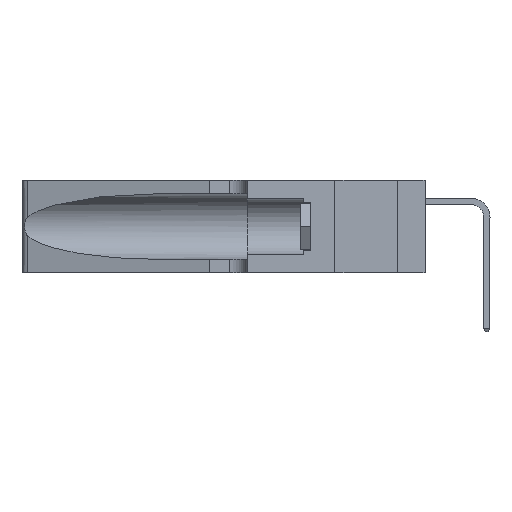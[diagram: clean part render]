
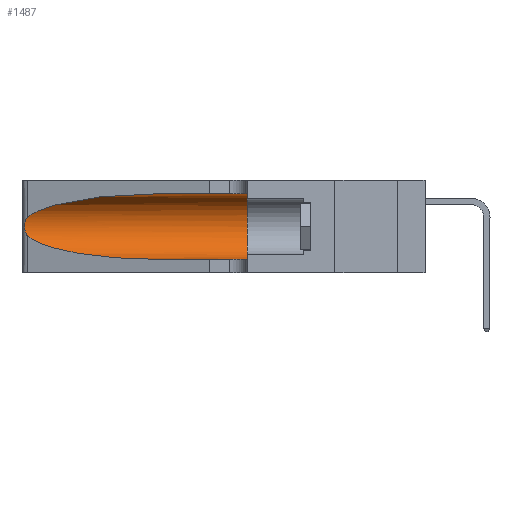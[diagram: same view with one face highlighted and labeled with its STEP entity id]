
A CAD part, left-side view. The second image highlights one B-rep face of the part: STEP entity #1487.
In plain terms, the highlighted cylindrical face has radius 3.308 mm (diameter 6.617 mm), a partial arc.
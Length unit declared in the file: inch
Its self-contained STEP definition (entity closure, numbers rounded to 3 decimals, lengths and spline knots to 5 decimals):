
#248 = CARTESIAN_POINT ( 'NONE',  ( 0.25487, 1.22718, 0.22369 ) ) ;
#1487 = ADVANCED_FACE ( 'NONE', ( #17022 ), #4134, .F. ) ;
#2021 = CARTESIAN_POINT ( 'NONE',  ( 0.25789, 1.23486, 0.15765 ) ) ;
#2046 = DIRECTION ( 'NONE',  ( 0., -1., 0. ) ) ;
#2593 = AXIS2_PLACEMENT_3D ( 'NONE', #17930, #15651, #27059 ) ;
#3818 = EDGE_CURVE ( 'NONE', #25625, #28535, #23897, .T. ) ;
#4129 = ORIENTED_EDGE ( 'NONE', *, *, #28284, .T. ) ;
#4134 = CYLINDRICAL_SURFACE ( 'NONE', #2593, 0.13025 ) ;
#4192 = CARTESIAN_POINT ( 'NONE',  ( 0.25555, 1.22994, 0.2215 ) ) ;
#4283 = CARTESIAN_POINT ( 'NONE',  ( 0.25555, 1.22993, 0.14849 ) ) ;
#5325 = CARTESIAN_POINT ( 'NONE',  ( 0.1305, 1.61858, 0.31525 ) ) ;
#6946 = EDGE_CURVE ( 'NONE', #15039, #15614, #19830, .T. ) ;
#7634 = DIRECTION ( 'NONE',  ( 0., -1., 0. ) ) ;
#7698 = CARTESIAN_POINT ( 'NONE',  ( 0.1305, 0.72297, 0.31525 ) ) ;
#8576 = CARTESIAN_POINT ( 'NONE',  ( 0.18966, 0.96281, 0.05475 ) ) ;
#8806 = CARTESIAN_POINT ( 'NONE',  ( 0.25787, 1.23484, 0.2124 ) ) ;
#9156 = ORIENTED_EDGE ( 'NONE', *, *, #29534, .T. ) ;
#9374 = EDGE_LOOP ( 'NONE', ( #14225, #9156, #4129, #20138, #18110, #13249 ) ) ;
#9868 = VECTOR ( 'NONE', #7634, 39.37008 ) ;
#11000 =( BOUNDED_CURVE ( )  B_SPLINE_CURVE ( 3, ( #17658, #24503, #8576, #24598 ),
 .UNSPECIFIED., .F., .T. ) 
 B_SPLINE_CURVE_WITH_KNOTS ( ( 4, 4 ),
 ( 3.44316, 4.71239 ),
 .UNSPECIFIED. ) 
 CURVE ( )  GEOMETRIC_REPRESENTATION_ITEM ( )  RATIONAL_B_SPLINE_CURVE ( ( 1., 0.87, 0.87, 1. ) ) 
 REPRESENTATION_ITEM ( '' )  );
#11070 = CARTESIAN_POINT ( 'NONE',  ( 0.26018, 1.23835, 0.19895 ) ) ;
#11534 = CARTESIAN_POINT ( 'NONE',  ( 0.1305, 0.35, 0.185 ) ) ;
#11826 = VERTEX_POINT ( 'NONE', #16461 ) ;
#13249 = ORIENTED_EDGE ( 'NONE', *, *, #13408, .F. ) ;
#13395 = CARTESIAN_POINT ( 'NONE',  ( 0.26075, 1.23896, 0.178 ) ) ;
#13408 = EDGE_CURVE ( 'NONE', #25625, #15039, #22807, .T. ) ;
#13841 = DIRECTION ( 'NONE',  ( 0., 0., 1. ) ) ;
#14225 = ORIENTED_EDGE ( 'NONE', *, *, #3818, .T. ) ;
#15039 = VERTEX_POINT ( 'NONE', #27293 ) ;
#15611 = CARTESIAN_POINT ( 'NONE',  ( 0.25487, 1.22718, 0.22369 ) ) ;
#15614 = VERTEX_POINT ( 'NONE', #17922 ) ;
#15639 = CARTESIAN_POINT ( 'NONE',  ( 0.1305, 1.61858, 0.05475 ) ) ;
#15651 = DIRECTION ( 'NONE',  ( 0., -1., 0. ) ) ;
#15713 = CARTESIAN_POINT ( 'NONE',  ( 0.25856, 1.23593, 0.16098 ) ) ;
#16461 = CARTESIAN_POINT ( 'NONE',  ( 0.1305, 0.72297, 0.05475 ) ) ;
#17022 = FACE_OUTER_BOUND ( 'NONE', #9374, .T. ) ;
#17658 = CARTESIAN_POINT ( 'NONE',  ( 0.25487, 1.22718, 0.14631 ) ) ;
#17922 = CARTESIAN_POINT ( 'NONE',  ( 0.1305, 0.35, 0.05475 ) ) ;
#17930 = CARTESIAN_POINT ( 'NONE',  ( 0.1305, 1.61858, 0.185 ) ) ;
#17991 = CARTESIAN_POINT ( 'NONE',  ( 0.25639, 1.23186, 0.15144 ) ) ;
#18110 = ORIENTED_EDGE ( 'NONE', *, *, #6946, .F. ) ;
#19100 = CARTESIAN_POINT ( 'NONE',  ( 0.18966, 0.96281, 0.31525 ) ) ;
#19459 = B_SPLINE_CURVE_WITH_KNOTS ( 'NONE', 3,
 ( #15611, #4192, #22539, #8806, #24843, #11070, #27121, #13395, #29416, #15713, #2021, #17991, #4283, #20330 ),
 .UNSPECIFIED., .F., .F.,
 ( 4, 2, 2, 2, 2, 2, 4 ),
 ( 0., 0.00027, 0.00053, 0.00107, 0.0016, 0.00187, 0.00214 ),
 .UNSPECIFIED. ) ;
#19830 = CIRCLE ( 'NONE', #23692, 0.13025 ) ;
#19922 = VERTEX_POINT ( 'NONE', #20587 ) ;
#20138 = ORIENTED_EDGE ( 'NONE', *, *, #20500, .T. ) ;
#20330 = CARTESIAN_POINT ( 'NONE',  ( 0.25487, 1.22718, 0.14631 ) ) ;
#20500 = EDGE_CURVE ( 'NONE', #11826, #15614, #27537, .T. ) ;
#20587 = CARTESIAN_POINT ( 'NONE',  ( 0.25487, 1.22718, 0.14631 ) ) ;
#21440 = CARTESIAN_POINT ( 'NONE',  ( 0.2373, 1.15595, 0.28018 ) ) ;
#21458 = VECTOR ( 'NONE', #2046, 39.37008 ) ;
#22539 = CARTESIAN_POINT ( 'NONE',  ( 0.25639, 1.23184, 0.21858 ) ) ;
#22807 = LINE ( 'NONE', #5325, #9868 ) ;
#23692 = AXIS2_PLACEMENT_3D ( 'NONE', #11534, #27584, #13841 ) ;
#23730 = CARTESIAN_POINT ( 'NONE',  ( 0.25487, 1.22718, 0.22369 ) ) ;
#23897 =( BOUNDED_CURVE ( )  B_SPLINE_CURVE ( 3, ( #7698, #19100, #21440, #23730 ),
 .UNSPECIFIED., .F., .T. ) 
 B_SPLINE_CURVE_WITH_KNOTS ( ( 4, 4 ),
 ( 1.5708, 2.84003 ),
 .UNSPECIFIED. ) 
 CURVE ( )  GEOMETRIC_REPRESENTATION_ITEM ( )  RATIONAL_B_SPLINE_CURVE ( ( 1., 0.87, 0.87, 1. ) ) 
 REPRESENTATION_ITEM ( '' )  );
#24503 = CARTESIAN_POINT ( 'NONE',  ( 0.2373, 1.15595, 0.08982 ) ) ;
#24598 = CARTESIAN_POINT ( 'NONE',  ( 0.1305, 0.72297, 0.05475 ) ) ;
#24843 = CARTESIAN_POINT ( 'NONE',  ( 0.25854, 1.2359, 0.20912 ) ) ;
#25625 = VERTEX_POINT ( 'NONE', #28806 ) ;
#27059 = DIRECTION ( 'NONE',  ( 0., 0., -1. ) ) ;
#27121 = CARTESIAN_POINT ( 'NONE',  ( 0.26075, 1.23896, 0.19203 ) ) ;
#27293 = CARTESIAN_POINT ( 'NONE',  ( 0.1305, 0.35, 0.31525 ) ) ;
#27537 = LINE ( 'NONE', #15639, #21458 ) ;
#27584 = DIRECTION ( 'NONE',  ( 0., 1., 0. ) ) ;
#28284 = EDGE_CURVE ( 'NONE', #19922, #11826, #11000, .T. ) ;
#28535 = VERTEX_POINT ( 'NONE', #248 ) ;
#28806 = CARTESIAN_POINT ( 'NONE',  ( 0.1305, 0.72297, 0.31525 ) ) ;
#29416 = CARTESIAN_POINT ( 'NONE',  ( 0.26017, 1.23833, 0.17102 ) ) ;
#29534 = EDGE_CURVE ( 'NONE', #28535, #19922, #19459, .T. ) ;
